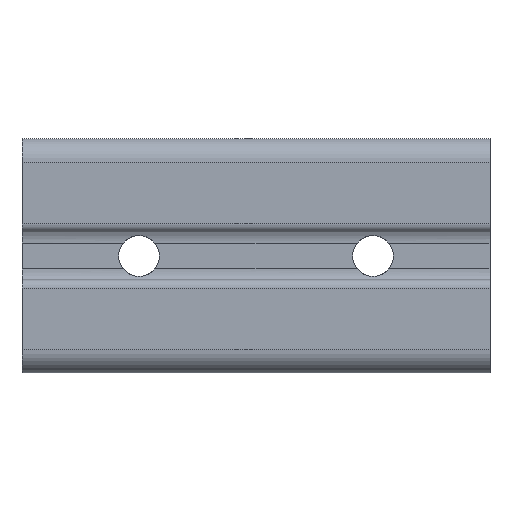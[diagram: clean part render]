
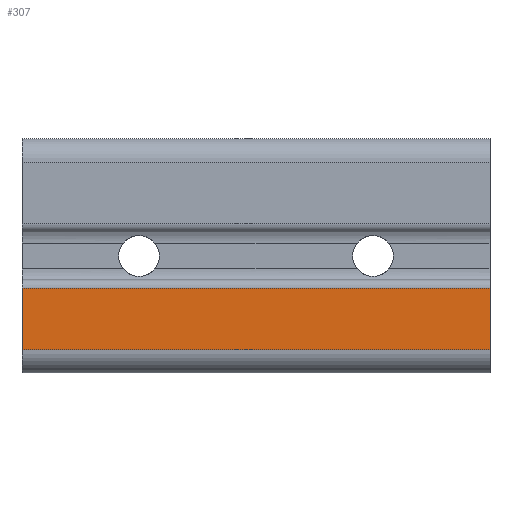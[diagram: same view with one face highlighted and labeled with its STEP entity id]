
A CAD part, left-side view. The second image highlights one B-rep face of the part: STEP entity #307.
In plain terms, the highlighted planar face has unit normal (-1, 0, 0).
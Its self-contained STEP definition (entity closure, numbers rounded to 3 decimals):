
#307 = ADVANCED_FACE( '', ( #651 ), #652, .F. );
#651 = FACE_OUTER_BOUND( '', #992, .T. );
#652 = PLANE( '', #993 );
#992 = EDGE_LOOP( '', ( #1942, #1943, #1944, #1945 ) );
#993 = AXIS2_PLACEMENT_3D( '', #1946, #1947, #1948 );
#1942 = ORIENTED_EDGE( '', *, *, #2299, .T. );
#1943 = ORIENTED_EDGE( '', *, *, #2119, .F. );
#1944 = ORIENTED_EDGE( '', *, *, #2242, .F. );
#1945 = ORIENTED_EDGE( '', *, *, #2382, .T. );
#1946 = CARTESIAN_POINT( '', ( 0., 80., -36. ) );
#1947 = DIRECTION( '', ( 1., 0., 0. ) );
#1948 = DIRECTION( '', ( 0., 0., -1. ) );
#2119 = EDGE_CURVE( '', #2603, #2598, #2605, .T. );
#2242 = EDGE_CURVE( '', #2792, #2603, #2794, .T. );
#2299 = EDGE_CURVE( '', #2843, #2598, #2879, .T. );
#2382 = EDGE_CURVE( '', #2792, #2843, #2975, .T. );
#2598 = VERTEX_POINT( '', #3468 );
#2603 = VERTEX_POINT( '', #3474 );
#2605 = LINE( '', #3476, #3477 );
#2792 = VERTEX_POINT( '', #3940 );
#2794 = LINE( '', #3942, #3943 );
#2843 = VERTEX_POINT( '', #4007 );
#2879 = LINE( '', #4053, #4054 );
#2975 = LINE( '', #4473, #4474 );
#3468 = CARTESIAN_POINT( '', ( 0., 0., -25.5 ) );
#3474 = CARTESIAN_POINT( '', ( 0., 80., -25.5 ) );
#3476 = CARTESIAN_POINT( '', ( 0., 80., -25.5 ) );
#3477 = VECTOR( '', #4630, 1000. );
#3940 = CARTESIAN_POINT( '', ( 0., 80., -36. ) );
#3942 = CARTESIAN_POINT( '', ( 0., 80., -36. ) );
#3943 = VECTOR( '', #4795, 1000. );
#4007 = CARTESIAN_POINT( '', ( 0., 0., -36. ) );
#4053 = CARTESIAN_POINT( '', ( 0., 0., -36. ) );
#4054 = VECTOR( '', #4911, 1000. );
#4473 = CARTESIAN_POINT( '', ( 0., 80., -36. ) );
#4474 = VECTOR( '', #4961, 1000. );
#4630 = DIRECTION( '', ( 0., -1., 0. ) );
#4795 = DIRECTION( '', ( 0., 0., 1. ) );
#4911 = DIRECTION( '', ( 0., 0., 1. ) );
#4961 = DIRECTION( '', ( 0., -1., 0. ) );
